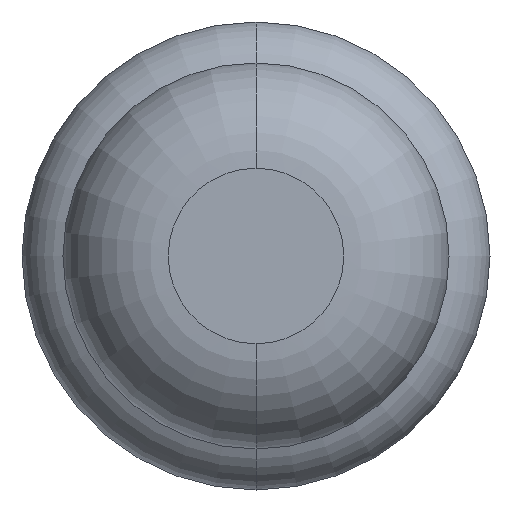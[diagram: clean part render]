
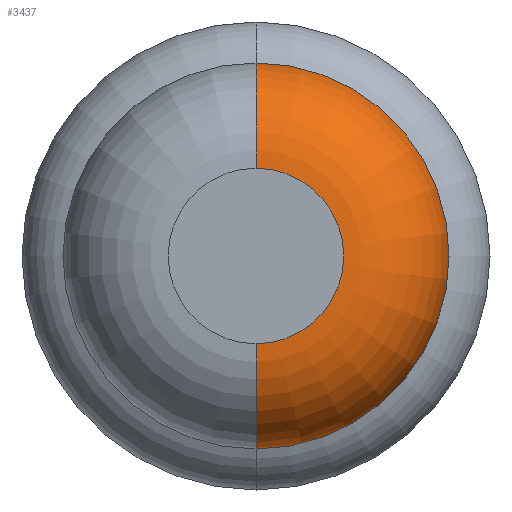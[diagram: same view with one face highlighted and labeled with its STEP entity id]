
A CAD part, front view. The second image highlights one B-rep face of the part: STEP entity #3437.
In plain terms, the highlighted toroidal (fillet/blend) face has major radius 0.375 mm and minor radius 0.45 mm.
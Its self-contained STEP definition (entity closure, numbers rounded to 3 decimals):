
#84 = DIRECTION ( 'NONE',  ( 0., 0., -1. ) ) ;
#103 = DIRECTION ( 'NONE',  ( -1., 0., 0. ) ) ;
#156 = CIRCLE ( 'NONE', #3433, 0.825 ) ;
#198 = EDGE_CURVE ( 'Defeature ausgef�hrt1_6+Defeature ausgef�hrt1_5+Defeature ausgef�hrt1_5+Defeature ausgef�hrt1_5', #4031, #2308, #2108, .T. ) ;
#284 = CIRCLE ( 'NONE', #1974, 0.45 ) ;
#392 = ORIENTED_EDGE ( 'NONE', *, *, #616, .T. ) ;
#485 = CARTESIAN_POINT ( 'NONE',  ( 0., -30.4, -0.375 ) ) ;
#616 = EDGE_CURVE ( 'NONE', #2308, #3063, #1226, .T. ) ;
#656 = CARTESIAN_POINT ( 'NONE',  ( 0., -29.95, 0. ) ) ;
#676 = DIRECTION ( 'NONE',  ( 0., 0., 1. ) ) ;
#693 = CARTESIAN_POINT ( 'NONE',  ( 0., -30.4, 0. ) ) ;
#746 = AXIS2_PLACEMENT_3D ( 'NONE', #656, #1440, #4327 ) ;
#861 = DIRECTION ( 'NONE',  ( 0., 1., 0. ) ) ;
#898 = DIRECTION ( 'NONE',  ( 0., 0., 1. ) ) ;
#1066 = ORIENTED_EDGE ( 'NONE', *, *, #3599, .F. ) ;
#1151 = CARTESIAN_POINT ( 'NONE',  ( 0., -29.95, -0.375 ) ) ;
#1189 = CARTESIAN_POINT ( 'NONE',  ( 0., -29.95, 0.375 ) ) ;
#1226 = CIRCLE ( 'NONE', #3892, 0.45 ) ;
#1422 = AXIS2_PLACEMENT_3D ( 'NONE', #693, #3255, #676 ) ;
#1440 = DIRECTION ( 'NONE',  ( 0., 1., 0. ) ) ;
#1628 = CARTESIAN_POINT ( 'NONE',  ( 0., -29.95, 0.825 ) ) ;
#1648 = ORIENTED_EDGE ( 'NONE', *, *, #2166, .F. ) ;
#1699 = FACE_OUTER_BOUND ( 'NONE', #4652, .T. ) ;
#1974 = AXIS2_PLACEMENT_3D ( 'NONE', #1189, #103, #4455 ) ;
#2108 = CIRCLE ( 'NONE', #1422, 0.375 ) ;
#2166 = EDGE_CURVE ( 'Defeature ausgef�hrt1_7+Defeature ausgef�hrt1_6+Defeature ausgef�hrt1_6+Defeature ausgef�hrt1_6', #4582, #3063, #156, .T. ) ;
#2308 = VERTEX_POINT ( 'NONE', #485 ) ;
#3063 = VERTEX_POINT ( 'NONE', #3092 ) ;
#3092 = CARTESIAN_POINT ( 'NONE',  ( 0., -29.95, -0.825 ) ) ;
#3105 = CARTESIAN_POINT ( 'NONE',  ( 0., -29.95, 0. ) ) ;
#3255 = DIRECTION ( 'NONE',  ( 0., 1., 0. ) ) ;
#3363 = CARTESIAN_POINT ( 'NONE',  ( 0., -30.4, 0.375 ) ) ;
#3433 = AXIS2_PLACEMENT_3D ( 'NONE', #3105, #861, #898 ) ;
#3437 = ADVANCED_FACE ( 'Defeature ausgef�hrt1_6', ( #1699 ), #3536, .T. ) ;
#3536 = TOROIDAL_SURFACE ( 'NONE', #746, 0.375, 0.45 ) ;
#3599 = EDGE_CURVE ( 'NONE', #4031, #4582, #284, .T. ) ;
#3602 = ORIENTED_EDGE ( 'NONE', *, *, #198, .T. ) ;
#3892 = AXIS2_PLACEMENT_3D ( 'NONE', #1151, #4100, #84 ) ;
#4031 = VERTEX_POINT ( 'NONE', #3363 ) ;
#4100 = DIRECTION ( 'NONE',  ( 1., 0., 0. ) ) ;
#4327 = DIRECTION ( 'NONE',  ( 0., 0., 1. ) ) ;
#4455 = DIRECTION ( 'NONE',  ( 0., 0., 1. ) ) ;
#4582 = VERTEX_POINT ( 'NONE', #1628 ) ;
#4652 = EDGE_LOOP ( 'NONE', ( #3602, #392, #1648, #1066 ) ) ;
